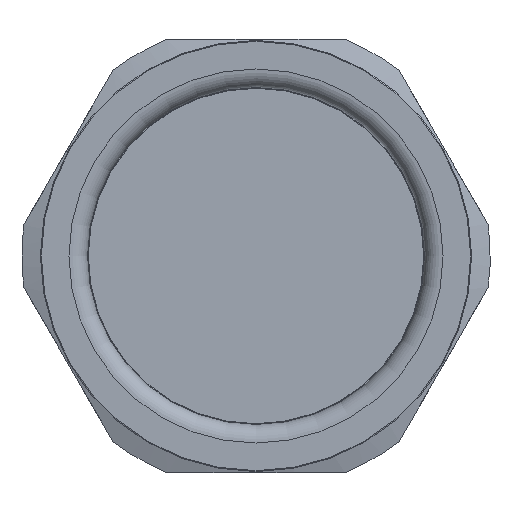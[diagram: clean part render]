
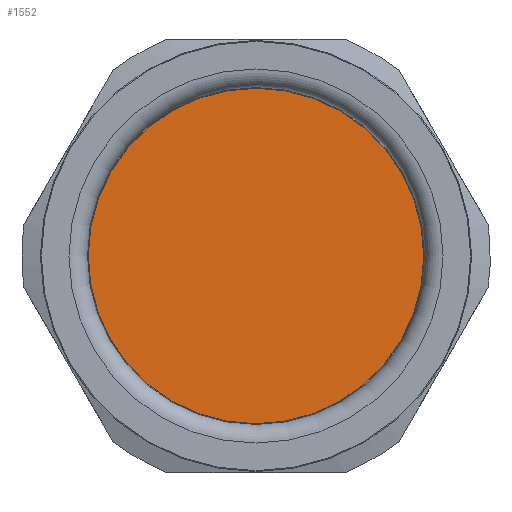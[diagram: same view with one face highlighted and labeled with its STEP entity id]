
A CAD part, left-side view. The second image highlights one B-rep face of the part: STEP entity #1552.
In plain terms, the highlighted planar face has unit normal (-1, 0, 0).
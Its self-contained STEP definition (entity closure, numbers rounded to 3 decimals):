
#195=PLANE('',#1812);
#420=FACE_OUTER_BOUND('',#588,.T.);
#588=EDGE_LOOP('',(#1412));
#675=CIRCLE('',#1795,36.77);
#817=VERTEX_POINT('',#7986);
#1013=EDGE_CURVE('',#817,#817,#675,.T.);
#1412=ORIENTED_EDGE('',*,*,#1013,.F.);
#1552=ADVANCED_FACE('',(#420),#195,.T.);
#1795=AXIS2_PLACEMENT_3D('',#7987,#2215,#2216);
#1812=AXIS2_PLACEMENT_3D('',#8011,#2249,#2250);
#2215=DIRECTION('center_axis',(1.,0.,0.));
#2216=DIRECTION('ref_axis',(0.,0.,-1.));
#2249=DIRECTION('center_axis',(-1.,0.,0.));
#2250=DIRECTION('ref_axis',(0.,0.,1.));
#7986=CARTESIAN_POINT('',(-0.034,36.77,0.));
#7987=CARTESIAN_POINT('Origin',(-0.034,0.,0.));
#8011=CARTESIAN_POINT('Origin',(-0.034,36.77,0.));
